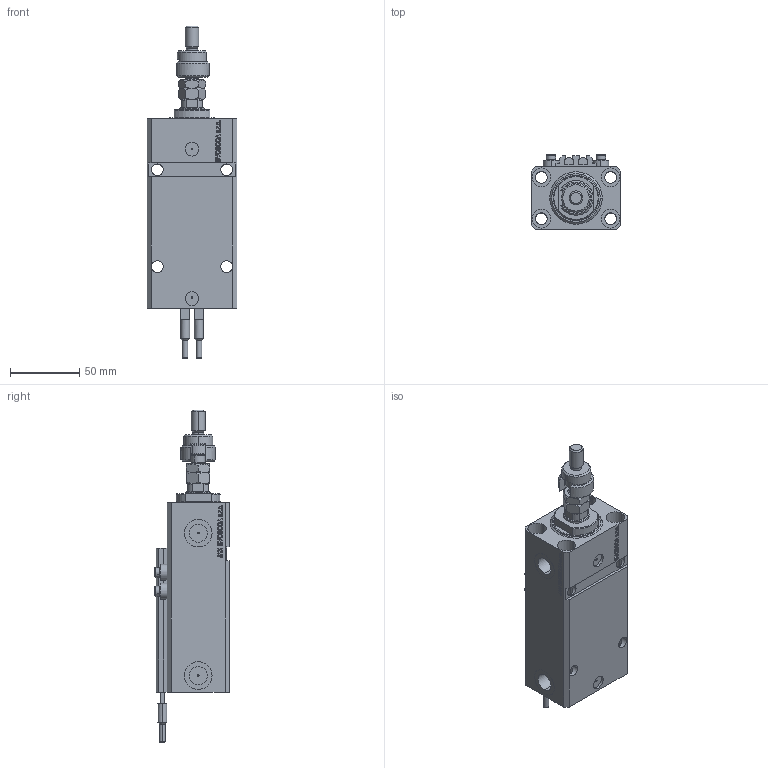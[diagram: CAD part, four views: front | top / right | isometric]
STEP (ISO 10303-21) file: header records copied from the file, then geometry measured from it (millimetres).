
FILE_DESCRIPTION (( 'STEP AP203' ), '1' );
FILE_NAME ('d347.STEP', '2023-10-07T18:38:27', ( '' ), ( '' ), 'SwSTEP 2.0', 'SolidWorks 2019', '' );
FILE_SCHEMA (( 'CONFIG_CONTROL_DESIGN' ));
Length unit declared in the file: millimetre
Products named in the file (9): SWITCH_V250CE 303fca55383641b5bb1a10f69e8b8d00; V250CE_VC_E 303fca55383641b5bb1a10f69e8b8d00; V250CE_E_Body 303fca55383641b5bb1a10f69e8b8d00; d347; DFA 303fca55383641b5bb1a10f69e8b8d00; ALLEN BOLT V250CE 303fca55383641b5bb1a10f69e8b8d00; MFA 303fca55383641b5bb1a10f69e8b8d00; FEMALE_PART_FOR_DFA 303fca55383641b5bb1a10f69e8b8d00; V250CE_C_VCP 303fca55383641b5bb1a10f69e8b8d00
Assembly tree (12 placements, depth 3):
  d347
    V250CE_E_Body 303fca55383641b5bb1a10f69e8b8d00
    ALLEN BOLT V250CE 303fca55383641b5bb1a10f69e8b8d00  x4
    V250CE_C_VCP 303fca55383641b5bb1a10f69e8b8d00
    V250CE_VC_E 303fca55383641b5bb1a10f69e8b8d00
    DFA 303fca55383641b5bb1a10f69e8b8d00
      FEMALE_PART_FOR_DFA 303fca55383641b5bb1a10f69e8b8d00
      MFA 303fca55383641b5bb1a10f69e8b8d00
    SWITCH_V250CE 303fca55383641b5bb1a10f69e8b8d00  x2
Bounding box: 65 x 54 x 240 mm (x, y, z)
Volume: 362244.6 mm3; surface area: 102878.2 mm2
Topology: 12 solids, 12 shells, 1240 faces, 3045 edges, 1940 vertices
Faces by surface type: plane 575, bspline 360, cylinder 183, cone 100, torus 22
Entity records: 51851 total; most frequent: CARTESIAN_POINT 26109, ORIENTED_EDGE 5672, DIRECTION 3924, EDGE_CURVE 2836, VERTEX_POINT 1826, VECTOR 1642, LINE 1642, EDGE_LOOP 1286
